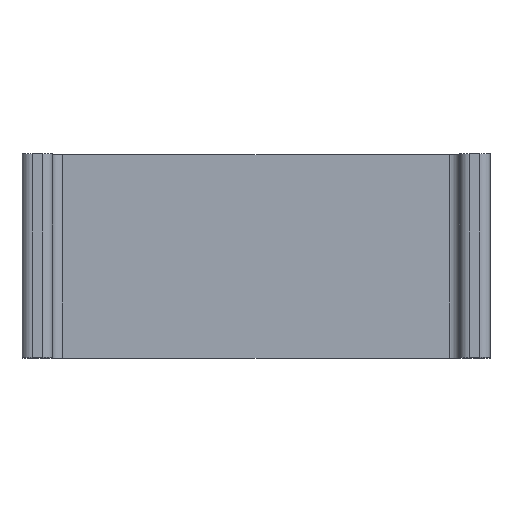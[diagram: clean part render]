
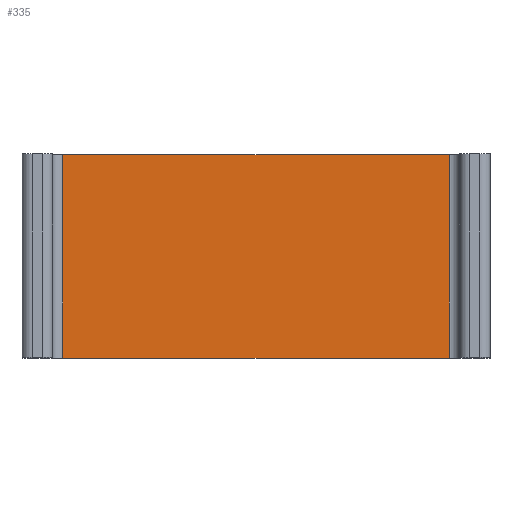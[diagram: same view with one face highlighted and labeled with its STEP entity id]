
A CAD part, top view. The second image highlights one B-rep face of the part: STEP entity #335.
In plain terms, the highlighted planar face has unit normal (0, 0, 1).
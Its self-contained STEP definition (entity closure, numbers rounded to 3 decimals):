
#33=FACE_OUTER_BOUND('',#51,.T.);
#51=EDGE_LOOP('',(#271,#272,#273,#274));
#80=LINE('',#523,#112);
#96=LINE('',#570,#128);
#97=LINE('',#573,#129);
#98=LINE('',#574,#130);
#112=VECTOR('',#416,10.);
#128=VECTOR('',#466,10.);
#129=VECTOR('',#469,10.);
#130=VECTOR('',#470,10.);
#149=VERTEX_POINT('',#520);
#150=VERTEX_POINT('',#522);
#164=VERTEX_POINT('',#568);
#165=VERTEX_POINT('',#572);
#181=EDGE_CURVE('',#149,#150,#80,.T.);
#205=EDGE_CURVE('',#149,#164,#96,.T.);
#206=EDGE_CURVE('',#165,#164,#97,.T.);
#207=EDGE_CURVE('',#150,#165,#98,.T.);
#271=ORIENTED_EDGE('',*,*,#205,.T.);
#272=ORIENTED_EDGE('',*,*,#206,.F.);
#273=ORIENTED_EDGE('',*,*,#207,.F.);
#274=ORIENTED_EDGE('',*,*,#181,.F.);
#320=PLANE('',#386);
#335=ADVANCED_FACE('',(#33),#320,.T.);
#386=AXIS2_PLACEMENT_3D('',#571,#467,#468);
#416=DIRECTION('',(-1.,0.,0.));
#466=DIRECTION('',(0.,1.,0.));
#467=DIRECTION('center_axis',(0.,0.,1.));
#468=DIRECTION('ref_axis',(1.,0.,0.));
#469=DIRECTION('',(1.,0.,0.));
#470=DIRECTION('',(0.,1.,0.));
#520=CARTESIAN_POINT('',(21.,490.,1.5));
#522=CARTESIAN_POINT('',(2.,490.,1.5));
#523=CARTESIAN_POINT('',(2.,490.,1.5));
#568=CARTESIAN_POINT('',(21.,500.,1.5));
#570=CARTESIAN_POINT('',(21.,0.,1.5));
#571=CARTESIAN_POINT('Origin',(2.,0.,1.5));
#572=CARTESIAN_POINT('',(2.,500.,1.5));
#573=CARTESIAN_POINT('',(2.,500.,1.5));
#574=CARTESIAN_POINT('',(2.,0.,1.5));
